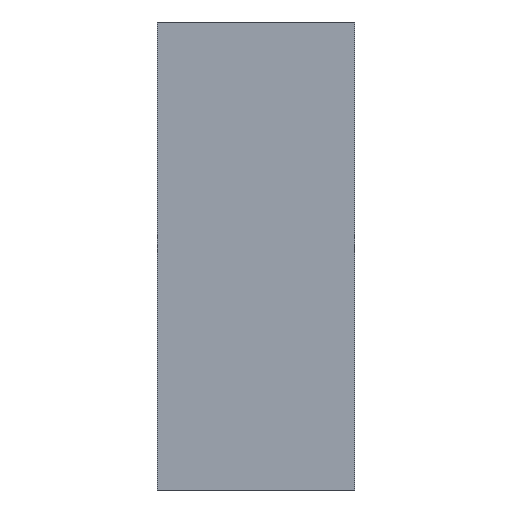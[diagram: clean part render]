
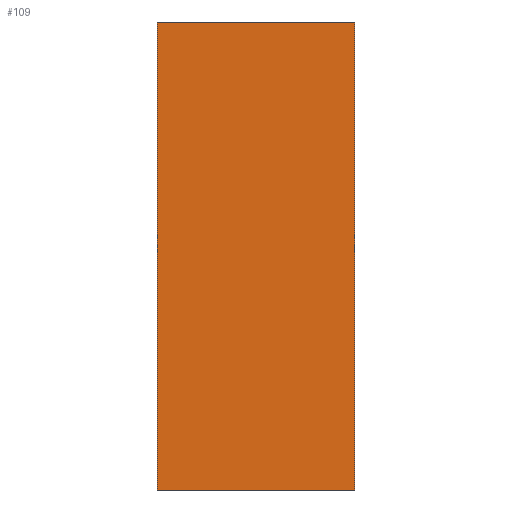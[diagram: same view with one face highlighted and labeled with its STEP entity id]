
A CAD part, left-side view. The second image highlights one B-rep face of the part: STEP entity #109.
In plain terms, the highlighted planar face has unit normal (-1, 0, 0).
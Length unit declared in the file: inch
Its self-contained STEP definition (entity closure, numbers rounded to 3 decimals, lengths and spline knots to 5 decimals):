
#3 = VECTOR ( 'NONE', #189, 39.37008 ) ;
#18 = ORIENTED_EDGE ( 'NONE', *, *, #124, .F. ) ;
#19 = EDGE_CURVE ( 'NONE', #59, #91, #105, .T. ) ;
#20 = VERTEX_POINT ( 'NONE', #122 ) ;
#31 = CARTESIAN_POINT ( 'NONE',  ( 3.875, 0., 2.25 ) ) ;
#35 = FACE_OUTER_BOUND ( 'NONE', #192, .T. ) ;
#37 = EDGE_CURVE ( 'NONE', #59, #20, #137, .T. ) ;
#50 = DIRECTION ( 'NONE',  ( 0., 0., -1. ) ) ;
#54 = ORIENTED_EDGE ( 'NONE', *, *, #19, .F. ) ;
#57 = VECTOR ( 'NONE', #130, 39.37008 ) ;
#58 = AXIS2_PLACEMENT_3D ( 'NONE', #76, #207, #158 ) ;
#59 = VERTEX_POINT ( 'NONE', #81 ) ;
#66 = CARTESIAN_POINT ( 'NONE',  ( 3.875, 0., -2.375 ) ) ;
#76 = CARTESIAN_POINT ( 'NONE',  ( 3.875, 0., 2.25 ) ) ;
#78 = EDGE_CURVE ( 'NONE', #20, #82, #85, .T. ) ;
#81 = CARTESIAN_POINT ( 'NONE',  ( 3.875, 0., 2.375 ) ) ;
#82 = VERTEX_POINT ( 'NONE', #84 ) ;
#84 = CARTESIAN_POINT ( 'NONE',  ( 3.875, 2., -2.375 ) ) ;
#85 = LINE ( 'NONE', #195, #206 ) ;
#91 = VERTEX_POINT ( 'NONE', #66 ) ;
#96 = DIRECTION ( 'NONE',  ( 0., 1., 0. ) ) ;
#105 = LINE ( 'NONE', #31, #57 ) ;
#109 = ADVANCED_FACE ( 'NONE', ( #35 ), #168, .F. ) ;
#116 = VECTOR ( 'NONE', #96, 39.37008 ) ;
#122 = CARTESIAN_POINT ( 'NONE',  ( 3.875, 2., 2.375 ) ) ;
#124 = EDGE_CURVE ( 'NONE', #91, #82, #144, .T. ) ;
#130 = DIRECTION ( 'NONE',  ( 0., 0., -1. ) ) ;
#137 = LINE ( 'NONE', #187, #3 ) ;
#143 = CARTESIAN_POINT ( 'NONE',  ( 3.875, 0., -2.375 ) ) ;
#144 = LINE ( 'NONE', #143, #116 ) ;
#147 = ORIENTED_EDGE ( 'NONE', *, *, #37, .T. ) ;
#158 = DIRECTION ( 'NONE',  ( 0., 0., -1. ) ) ;
#168 = PLANE ( 'NONE',  #58 ) ;
#187 = CARTESIAN_POINT ( 'NONE',  ( 3.875, 0., 2.375 ) ) ;
#189 = DIRECTION ( 'NONE',  ( 0., 1., 0. ) ) ;
#192 = EDGE_LOOP ( 'NONE', ( #197, #18, #54, #147 ) ) ;
#195 = CARTESIAN_POINT ( 'NONE',  ( 3.875, 2., 2.25 ) ) ;
#197 = ORIENTED_EDGE ( 'NONE', *, *, #78, .T. ) ;
#206 = VECTOR ( 'NONE', #50, 39.37008 ) ;
#207 = DIRECTION ( 'NONE',  ( 1., 0., 0. ) ) ;
